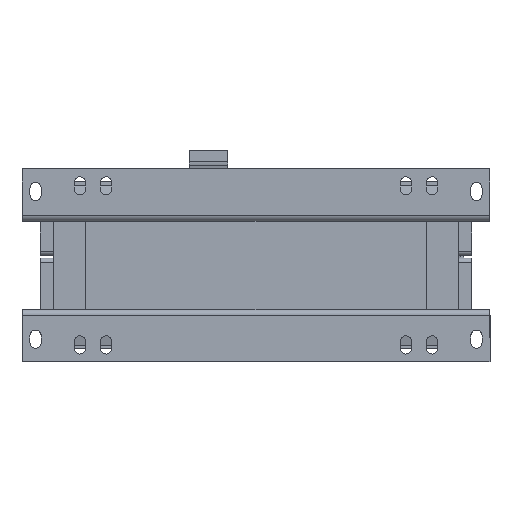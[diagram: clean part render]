
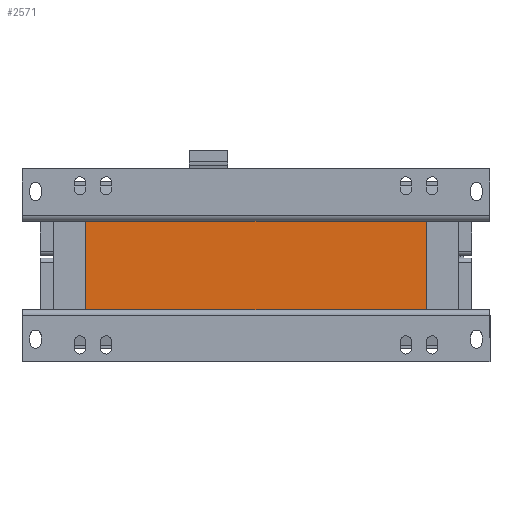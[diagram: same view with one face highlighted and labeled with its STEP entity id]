
A CAD part, front view. The second image highlights one B-rep face of the part: STEP entity #2571.
In plain terms, the highlighted planar face has unit normal (0, -1, 0).
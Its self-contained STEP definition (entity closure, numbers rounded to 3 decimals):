
#859 = FACE_OUTER_BOUND ( 'NONE', #11298, .T. ) ;
#1063 = DIRECTION ( 'NONE',  ( 0., 1., 0. ) ) ;
#2571 = ADVANCED_FACE ( 'Defeature ausgef�hrt2_439', ( #859 ), #17512, .F. ) ;
#2808 = CARTESIAN_POINT ( 'NONE',  ( -150., -150.001, 39. ) ) ;
#3110 = DIRECTION ( 'NONE',  ( 0., 0., -1. ) ) ;
#3190 = CARTESIAN_POINT ( 'NONE',  ( -150., -150.001, 39. ) ) ;
#4134 = LINE ( 'NONE', #3190, #11346 ) ;
#4916 = CARTESIAN_POINT ( 'NONE',  ( 150., -150., -39. ) ) ;
#5262 = LINE ( 'NONE', #15641, #17903 ) ;
#5579 = EDGE_CURVE ( 'Defeature ausgef�hrt2_443+Defeature ausgef�hrt2_439+Defeature ausgef�hrt2_486+Defeature ausgef�hrt2_487', #7596, #16328, #5262, .T. ) ;
#7263 = VERTEX_POINT ( 'NONE', #17971 ) ;
#7288 = EDGE_CURVE ( 'Defeature ausgef�hrt2_477+Defeature ausgef�hrt2_439+Defeature ausgef�hrt2_485+Defeature ausgef�hrt2_486', #15052, #7596, #4134, .T. ) ;
#7503 = ORIENTED_EDGE ( 'NONE', *, *, #17009, .T. ) ;
#7596 = VERTEX_POINT ( 'NONE', #12842 ) ;
#8428 = VECTOR ( 'NONE', #3110, 1000. ) ;
#8958 = ORIENTED_EDGE ( 'NONE', *, *, #7288, .F. ) ;
#9923 = CARTESIAN_POINT ( 'NONE',  ( -150., -150.001, -39. ) ) ;
#11274 = CARTESIAN_POINT ( 'NONE',  ( -150., -150., 39. ) ) ;
#11298 = EDGE_LOOP ( 'NONE', ( #15974, #11945, #8958, #7503 ) ) ;
#11346 = VECTOR ( 'NONE', #11776, 1000. ) ;
#11776 = DIRECTION ( 'NONE',  ( 1., 0., 0. ) ) ;
#11945 = ORIENTED_EDGE ( 'NONE', *, *, #5579, .F. ) ;
#12842 = CARTESIAN_POINT ( 'NONE',  ( 150., -150.001, 39. ) ) ;
#13570 = EDGE_CURVE ( 'Defeature ausgef�hrt2_439+Defeature ausgef�hrt2_496+Defeature ausgef�hrt2_444+Defeature ausgef�hrt2_443', #7263, #16328, #20973, .T. ) ;
#15052 = VERTEX_POINT ( 'NONE', #11274 ) ;
#15641 = CARTESIAN_POINT ( 'NONE',  ( 150., -150.001, 39. ) ) ;
#15723 = DIRECTION ( 'NONE',  ( 0., 0., -1. ) ) ;
#15974 = ORIENTED_EDGE ( 'NONE', *, *, #13570, .T. ) ;
#16328 = VERTEX_POINT ( 'NONE', #4916 ) ;
#17009 = EDGE_CURVE ( 'Defeature ausgef�hrt2_439+Defeature ausgef�hrt2_444+Defeature ausgef�hrt2_477+Defeature ausgef�hrt2_496', #15052, #7263, #20214, .T. ) ;
#17512 = PLANE ( 'NONE',  #20955 ) ;
#17903 = VECTOR ( 'NONE', #15723, 1000. ) ;
#17971 = CARTESIAN_POINT ( 'NONE',  ( -150., -150.001, -39. ) ) ;
#18191 = DIRECTION ( 'NONE',  ( 1., 0., 0. ) ) ;
#19337 = DIRECTION ( 'NONE',  ( 0., 0., 1. ) ) ;
#20193 = VECTOR ( 'NONE', #18191, 1000. ) ;
#20214 = LINE ( 'NONE', #21181, #8428 ) ;
#20955 = AXIS2_PLACEMENT_3D ( 'NONE', #2808, #1063, #19337 ) ;
#20973 = LINE ( 'NONE', #9923, #20193 ) ;
#21181 = CARTESIAN_POINT ( 'NONE',  ( -150., -150.001, 39. ) ) ;
